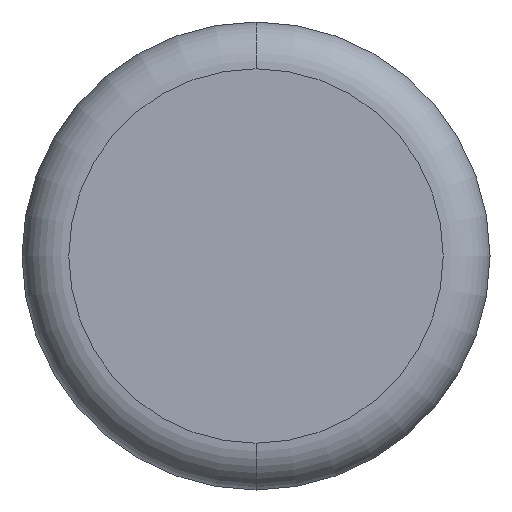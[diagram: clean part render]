
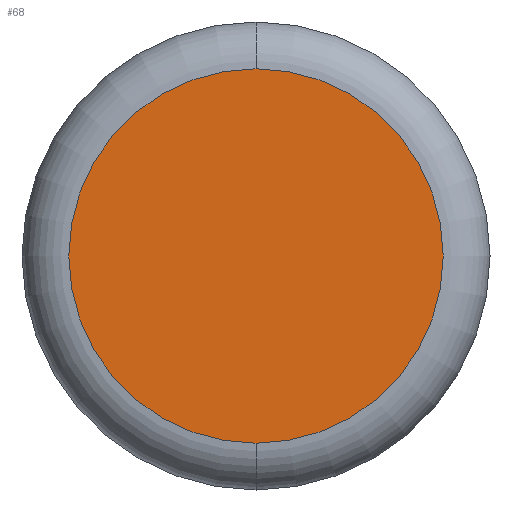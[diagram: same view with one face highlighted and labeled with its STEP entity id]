
A CAD part, front view. The second image highlights one B-rep face of the part: STEP entity #68.
In plain terms, the highlighted planar face has unit normal (0, -1, 0).
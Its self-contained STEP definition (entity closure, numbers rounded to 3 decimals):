
#8 = DIRECTION ( 'NONE',  ( 0., 0., -1. ) ) ;
#11 = DIRECTION ( 'NONE',  ( 0., -1., 0. ) ) ;
#42 = VERTEX_POINT ( 'NONE', #100 ) ;
#68 = ADVANCED_FACE ( 'NONE', ( #76 ), #96, .T. ) ;
#76 = FACE_OUTER_BOUND ( 'NONE', #336, .T. ) ;
#88 = ORIENTED_EDGE ( 'NONE', *, *, #94, .T. ) ;
#94 = EDGE_CURVE ( 'NONE', #256, #42, #174, .T. ) ;
#96 = PLANE ( 'NONE',  #107 ) ;
#100 = CARTESIAN_POINT ( 'NONE',  ( 0., 0., -4. ) ) ;
#107 = AXIS2_PLACEMENT_3D ( 'NONE', #328, #153, #8 ) ;
#109 = DIRECTION ( 'NONE',  ( 0., -1., 0. ) ) ;
#128 = EDGE_CURVE ( 'NONE', #42, #256, #298, .T. ) ;
#153 = DIRECTION ( 'NONE',  ( 0., -1., 0. ) ) ;
#174 = CIRCLE ( 'NONE', #333, 4. ) ;
#188 = DIRECTION ( 'NONE',  ( 0., 0., -1. ) ) ;
#241 = CARTESIAN_POINT ( 'NONE',  ( 0., 0., 4. ) ) ;
#256 = VERTEX_POINT ( 'NONE', #241 ) ;
#274 = CARTESIAN_POINT ( 'NONE',  ( 0., 0., 0. ) ) ;
#283 = ORIENTED_EDGE ( 'NONE', *, *, #128, .T. ) ;
#297 = DIRECTION ( 'NONE',  ( 0., 0., -1. ) ) ;
#298 = CIRCLE ( 'NONE', #344, 4. ) ;
#322 = CARTESIAN_POINT ( 'NONE',  ( 0., 0., 0. ) ) ;
#328 = CARTESIAN_POINT ( 'NONE',  ( 0., 0., 0. ) ) ;
#333 = AXIS2_PLACEMENT_3D ( 'NONE', #322, #11, #297 ) ;
#336 = EDGE_LOOP ( 'NONE', ( #283, #88 ) ) ;
#344 = AXIS2_PLACEMENT_3D ( 'NONE', #274, #109, #188 ) ;
